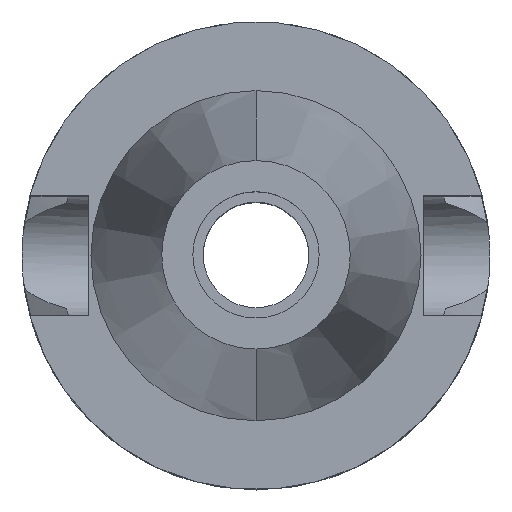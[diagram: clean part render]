
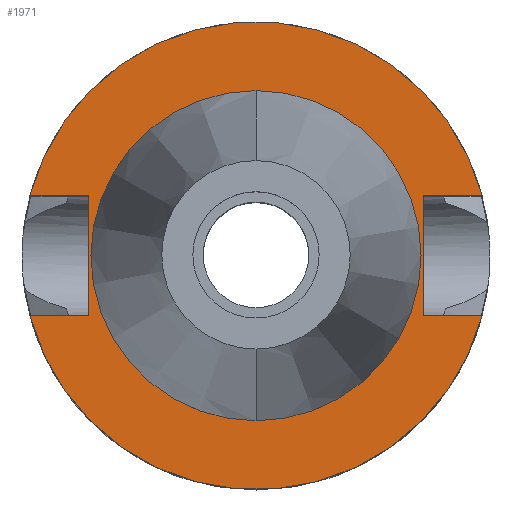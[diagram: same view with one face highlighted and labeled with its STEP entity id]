
A CAD part, top view. The second image highlights one B-rep face of the part: STEP entity #1971.
In plain terms, the highlighted planar face has unit normal (0, 0, 1).
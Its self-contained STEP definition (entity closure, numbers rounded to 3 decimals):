
#3 = ORIENTED_EDGE ( 'NONE', *, *, #2671, .F. ) ;
#25 = CARTESIAN_POINT ( 'NONE',  ( -30.454, -8.05, -1. ) ) ;
#149 = VERTEX_POINT ( 'NONE', #228 ) ;
#163 = DIRECTION ( 'NONE',  ( 1., 0., 0. ) ) ;
#191 = CARTESIAN_POINT ( 'NONE',  ( 0., 22.225, -1. ) ) ;
#203 = VERTEX_POINT ( 'NONE', #2095 ) ;
#224 = VERTEX_POINT ( 'NONE', #2632 ) ;
#228 = CARTESIAN_POINT ( 'NONE',  ( -30.454, -8.05, -1. ) ) ;
#237 = CARTESIAN_POINT ( 'NONE',  ( -22.5, -8.05, -1. ) ) ;
#243 = DIRECTION ( 'NONE',  ( 0., 0., -1. ) ) ;
#246 = ORIENTED_EDGE ( 'NONE', *, *, #922, .F. ) ;
#414 = EDGE_CURVE ( 'NONE', #2217, #655, #2613, .T. ) ;
#528 = CARTESIAN_POINT ( 'NONE',  ( 22.5, 8.05, -1. ) ) ;
#586 = DIRECTION ( 'NONE',  ( 0., 0., 1. ) ) ;
#600 = LINE ( 'NONE', #858, #748 ) ;
#603 = EDGE_CURVE ( 'NONE', #1352, #2046, #2111, .T. ) ;
#655 = VERTEX_POINT ( 'NONE', #913 ) ;
#656 = LINE ( 'NONE', #1771, #2196 ) ;
#682 = PLANE ( 'NONE',  #2229 ) ;
#684 = VERTEX_POINT ( 'NONE', #1817 ) ;
#719 = LINE ( 'NONE', #2766, #2372 ) ;
#748 = VECTOR ( 'NONE', #163, 1000. ) ;
#749 = CIRCLE ( 'NONE', #794, 31.5 ) ;
#791 = EDGE_CURVE ( 'NONE', #1579, #1218, #1229, .T. ) ;
#794 = AXIS2_PLACEMENT_3D ( 'NONE', #2336, #1662, #2714 ) ;
#814 = ORIENTED_EDGE ( 'NONE', *, *, #2944, .F. ) ;
#858 = CARTESIAN_POINT ( 'NONE',  ( 22.5, 8.05, -1. ) ) ;
#896 = DIRECTION ( 'NONE',  ( 1., 0., 0. ) ) ;
#902 = EDGE_CURVE ( 'NONE', #684, #2046, #656, .T. ) ;
#913 = CARTESIAN_POINT ( 'NONE',  ( 22.5, -8.05, -1. ) ) ;
#922 = EDGE_CURVE ( 'NONE', #1218, #1579, #1761, .T. ) ;
#941 = CARTESIAN_POINT ( 'NONE',  ( 0., 0., -1. ) ) ;
#1158 = DIRECTION ( 'NONE',  ( 0., -1., 0. ) ) ;
#1187 = AXIS2_PLACEMENT_3D ( 'NONE', #2559, #1613, #2061 ) ;
#1199 = ORIENTED_EDGE ( 'NONE', *, *, #414, .F. ) ;
#1218 = VERTEX_POINT ( 'NONE', #2195 ) ;
#1229 = CIRCLE ( 'NONE', #2787, 22.225 ) ;
#1308 = EDGE_CURVE ( 'NONE', #149, #1352, #2043, .T. ) ;
#1352 = VERTEX_POINT ( 'NONE', #237 ) ;
#1370 = ORIENTED_EDGE ( 'NONE', *, *, #902, .T. ) ;
#1396 = CARTESIAN_POINT ( 'NONE',  ( -22.5, -8.05, -1. ) ) ;
#1579 = VERTEX_POINT ( 'NONE', #191 ) ;
#1601 = DIRECTION ( 'NONE',  ( 0., 1., 0. ) ) ;
#1605 = VECTOR ( 'NONE', #1601, 1000. ) ;
#1613 = DIRECTION ( 'NONE',  ( 0., 0., 1. ) ) ;
#1657 = DIRECTION ( 'NONE',  ( 0., -1., 0. ) ) ;
#1662 = DIRECTION ( 'NONE',  ( 0., 0., -1. ) ) ;
#1738 = DIRECTION ( 'NONE',  ( 0., 1., 0. ) ) ;
#1749 = AXIS2_PLACEMENT_3D ( 'NONE', #1998, #1770, #1738 ) ;
#1761 = CIRCLE ( 'NONE', #1187, 22.225 ) ;
#1770 = DIRECTION ( 'NONE',  ( 0., 0., -1. ) ) ;
#1771 = CARTESIAN_POINT ( 'NONE',  ( -30.454, 8.05, -1. ) ) ;
#1817 = CARTESIAN_POINT ( 'NONE',  ( -30.454, 8.05, -1. ) ) ;
#1856 = DIRECTION ( 'NONE',  ( 1., 0., 0. ) ) ;
#1871 = ORIENTED_EDGE ( 'NONE', *, *, #1308, .F. ) ;
#1941 = EDGE_CURVE ( 'NONE', #655, #203, #719, .T. ) ;
#1949 = ORIENTED_EDGE ( 'NONE', *, *, #603, .F. ) ;
#1971 = ADVANCED_FACE ( 'NONE', ( #2751, #2306 ), #682, .F. ) ;
#1997 = ORIENTED_EDGE ( 'NONE', *, *, #791, .F. ) ;
#1998 = CARTESIAN_POINT ( 'NONE',  ( 0., 0., -1. ) ) ;
#2043 = LINE ( 'NONE', #25, #2084 ) ;
#2046 = VERTEX_POINT ( 'NONE', #2799 ) ;
#2061 = DIRECTION ( 'NONE',  ( 0., -1., 0. ) ) ;
#2084 = VECTOR ( 'NONE', #1856, 1000. ) ;
#2095 = CARTESIAN_POINT ( 'NONE',  ( 30.454, -8.05, -1. ) ) ;
#2111 = LINE ( 'NONE', #1396, #1605 ) ;
#2177 = ORIENTED_EDGE ( 'NONE', *, *, #2279, .T. ) ;
#2195 = CARTESIAN_POINT ( 'NONE',  ( 0., -22.225, -1. ) ) ;
#2196 = VECTOR ( 'NONE', #2672, 1000. ) ;
#2217 = VERTEX_POINT ( 'NONE', #2483 ) ;
#2229 = AXIS2_PLACEMENT_3D ( 'NONE', #941, #243, #1158 ) ;
#2279 = EDGE_CURVE ( 'NONE', #2217, #224, #600, .T. ) ;
#2306 = FACE_BOUND ( 'NONE', #2696, .T. ) ;
#2336 = CARTESIAN_POINT ( 'NONE',  ( 0., 0., -1. ) ) ;
#2364 = EDGE_LOOP ( 'NONE', ( #1871, #3, #2942, #1199, #2177, #814, #1370, #1949 ) ) ;
#2372 = VECTOR ( 'NONE', #896, 1000. ) ;
#2457 = CARTESIAN_POINT ( 'NONE',  ( 0., 0., -1. ) ) ;
#2473 = DIRECTION ( 'NONE',  ( 0., 1., 0. ) ) ;
#2483 = CARTESIAN_POINT ( 'NONE',  ( 22.5, 8.05, -1. ) ) ;
#2559 = CARTESIAN_POINT ( 'NONE',  ( 0., 0., -1. ) ) ;
#2571 = CIRCLE ( 'NONE', #1749, 31.5 ) ;
#2613 = LINE ( 'NONE', #528, #2625 ) ;
#2625 = VECTOR ( 'NONE', #1657, 1000. ) ;
#2632 = CARTESIAN_POINT ( 'NONE',  ( 30.454, 8.05, -1. ) ) ;
#2671 = EDGE_CURVE ( 'NONE', #203, #149, #749, .T. ) ;
#2672 = DIRECTION ( 'NONE',  ( 1., 0., 0. ) ) ;
#2696 = EDGE_LOOP ( 'NONE', ( #1997, #246 ) ) ;
#2714 = DIRECTION ( 'NONE',  ( 0., -1., 0. ) ) ;
#2751 = FACE_OUTER_BOUND ( 'NONE', #2364, .T. ) ;
#2766 = CARTESIAN_POINT ( 'NONE',  ( 22.5, -8.05, -1. ) ) ;
#2787 = AXIS2_PLACEMENT_3D ( 'NONE', #2457, #586, #2473 ) ;
#2799 = CARTESIAN_POINT ( 'NONE',  ( -22.5, 8.05, -1. ) ) ;
#2942 = ORIENTED_EDGE ( 'NONE', *, *, #1941, .F. ) ;
#2944 = EDGE_CURVE ( 'NONE', #684, #224, #2571, .T. ) ;
